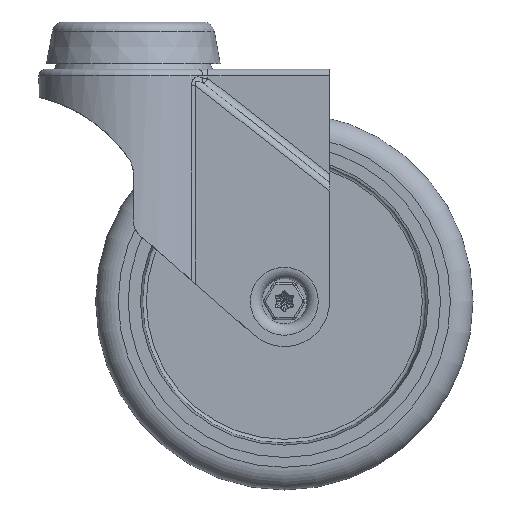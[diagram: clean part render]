
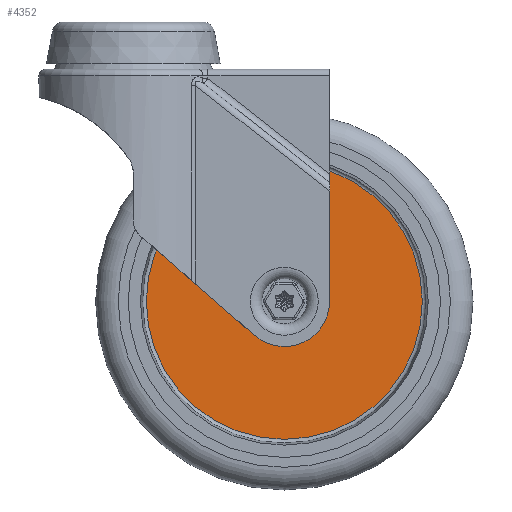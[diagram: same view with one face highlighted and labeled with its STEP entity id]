
A CAD part, front view. The second image highlights one B-rep face of the part: STEP entity #4352.
In plain terms, the highlighted planar face has unit normal (0, -1, 0).
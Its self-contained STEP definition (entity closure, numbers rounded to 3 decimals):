
#345=FACE_BOUND('',#1320,.T.);
#390=PLANE('',#4875);
#1016=FACE_OUTER_BOUND('',#1319,.T.);
#1319=EDGE_LOOP('',(#3388));
#1320=EDGE_LOOP('',(#3389));
#1619=CIRCLE('',#4848,36.567);
#1635=CIRCLE('',#4873,8.5);
#1953=VERTEX_POINT('',#8724);
#1967=VERTEX_POINT('',#8770);
#2455=EDGE_CURVE('',#1953,#1953,#1619,.T.);
#2477=EDGE_CURVE('',#1967,#1967,#1635,.T.);
#3388=ORIENTED_EDGE('',*,*,#2455,.F.);
#3389=ORIENTED_EDGE('',*,*,#2477,.T.);
#4352=ADVANCED_FACE('',(#1016,#345),#390,.T.);
#4848=AXIS2_PLACEMENT_3D('',#8726,#5775,#5776);
#4873=AXIS2_PLACEMENT_3D('',#8771,#5831,#5832);
#4875=AXIS2_PLACEMENT_3D('',#8773,#5835,#5836);
#5775=DIRECTION('center_axis',(0.,1.,0.));
#5776=DIRECTION('ref_axis',(0.,0.,1.));
#5831=DIRECTION('center_axis',(0.,1.,0.));
#5832=DIRECTION('ref_axis',(0.,0.,1.));
#5835=DIRECTION('center_axis',(0.,-1.,0.));
#5836=DIRECTION('ref_axis',(0.,0.,-1.));
#8724=CARTESIAN_POINT('',(0.,-3.,-36.567));
#8726=CARTESIAN_POINT('Origin',(0.,-3.,0.));
#8770=CARTESIAN_POINT('',(0.,-3.,-8.5));
#8771=CARTESIAN_POINT('Origin',(0.,-3.,0.));
#8773=CARTESIAN_POINT('Origin',(0.,-3.,22.534));
